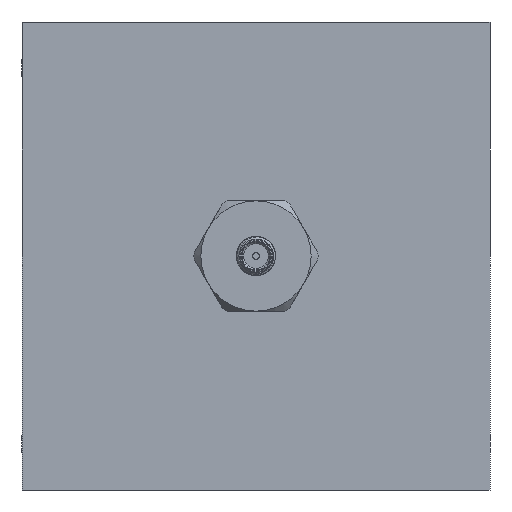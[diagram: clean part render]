
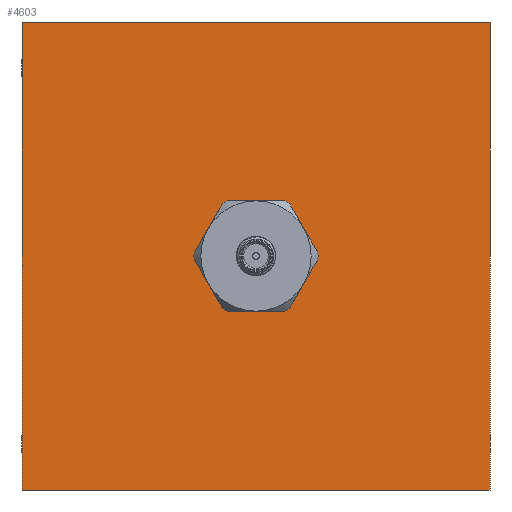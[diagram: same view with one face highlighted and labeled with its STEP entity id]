
A CAD part, left-side view. The second image highlights one B-rep face of the part: STEP entity #4603.
In plain terms, the highlighted planar face has unit normal (-1, 0, 0).
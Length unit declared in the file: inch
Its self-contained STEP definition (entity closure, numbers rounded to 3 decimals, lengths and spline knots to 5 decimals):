
#409 = DIRECTION ( 'NONE',  ( 1., 0., 0. ) ) ;
#510 = VERTEX_POINT ( 'NONE', #6072 ) ;
#512 = VECTOR ( 'NONE', #3254, 39.37008 ) ;
#566 = CARTESIAN_POINT ( 'NONE',  ( -1.61, -1.5, 1.5 ) ) ;
#615 = VECTOR ( 'NONE', #5142, 39.37008 ) ;
#688 = VERTEX_POINT ( 'NONE', #1163 ) ;
#1021 = CARTESIAN_POINT ( 'NONE',  ( -1.61, -1.5, 1.5 ) ) ;
#1163 = CARTESIAN_POINT ( 'NONE',  ( -1.61, 1.5, 1.5 ) ) ;
#1377 = AXIS2_PLACEMENT_3D ( 'NONE', #566, #5061, #6915 ) ;
#1706 = VERTEX_POINT ( 'NONE', #6997 ) ;
#1970 = VECTOR ( 'NONE', #4159, 39.37008 ) ;
#2539 = PLANE ( 'NONE',  #1377 ) ;
#2614 = EDGE_LOOP ( 'NONE', ( #6626, #5999, #3722, #4830 ) ) ;
#2633 = CARTESIAN_POINT ( 'NONE',  ( -1.61, 1.5, 1.5 ) ) ;
#2792 = CARTESIAN_POINT ( 'NONE',  ( -1.61, -1.5, 1.5 ) ) ;
#2810 = EDGE_LOOP ( 'NONE', ( #7383 ) ) ;
#2843 = VERTEX_POINT ( 'NONE', #5336 ) ;
#2995 = FACE_OUTER_BOUND ( 'NONE', #2614, .T. ) ;
#3254 = DIRECTION ( 'NONE',  ( 0., 0., -1. ) ) ;
#3433 = EDGE_CURVE ( 'NONE', #688, #510, #6004, .T. ) ;
#3526 = EDGE_CURVE ( 'NONE', #688, #7848, #5728, .T. ) ;
#3586 = LINE ( 'NONE', #1021, #4581 ) ;
#3722 = ORIENTED_EDGE ( 'NONE', *, *, #3526, .F. ) ;
#4136 = EDGE_CURVE ( 'NONE', #2843, #2843, #4600, .T. ) ;
#4159 = DIRECTION ( 'NONE',  ( 0., -1., 0. ) ) ;
#4581 = VECTOR ( 'NONE', #6721, 39.37008 ) ;
#4600 = CIRCLE ( 'NONE', #7125, 0.14906 ) ;
#4603 = ADVANCED_FACE ( 'NONE', ( #4898, #2995 ), #2539, .F. ) ;
#4830 = ORIENTED_EDGE ( 'NONE', *, *, #3433, .T. ) ;
#4898 = FACE_BOUND ( 'NONE', #2810, .T. ) ;
#5061 = DIRECTION ( 'NONE',  ( 1., 0., 0. ) ) ;
#5142 = DIRECTION ( 'NONE',  ( 0., -1., 0. ) ) ;
#5198 = EDGE_CURVE ( 'NONE', #7848, #1706, #3586, .T. ) ;
#5336 = CARTESIAN_POINT ( 'NONE',  ( -1.61, 0.14906, 0. ) ) ;
#5465 = CARTESIAN_POINT ( 'NONE',  ( -1.61, -1.5, -1.5 ) ) ;
#5629 = EDGE_CURVE ( 'NONE', #510, #1706, #8145, .T. ) ;
#5728 = LINE ( 'NONE', #6446, #615 ) ;
#5999 = ORIENTED_EDGE ( 'NONE', *, *, #5198, .F. ) ;
#6004 = LINE ( 'NONE', #2633, #512 ) ;
#6072 = CARTESIAN_POINT ( 'NONE',  ( -1.61, 1.5, -1.5 ) ) ;
#6446 = CARTESIAN_POINT ( 'NONE',  ( -1.61, -1.5, 1.5 ) ) ;
#6626 = ORIENTED_EDGE ( 'NONE', *, *, #5629, .T. ) ;
#6721 = DIRECTION ( 'NONE',  ( 0., 0., -1. ) ) ;
#6780 = DIRECTION ( 'NONE',  ( 0., 1., 0. ) ) ;
#6915 = DIRECTION ( 'NONE',  ( 0., 0., -1. ) ) ;
#6997 = CARTESIAN_POINT ( 'NONE',  ( -1.61, -1.5, -1.5 ) ) ;
#7125 = AXIS2_PLACEMENT_3D ( 'NONE', #8059, #409, #6780 ) ;
#7383 = ORIENTED_EDGE ( 'NONE', *, *, #4136, .T. ) ;
#7848 = VERTEX_POINT ( 'NONE', #2792 ) ;
#8059 = CARTESIAN_POINT ( 'NONE',  ( -1.61, 0., 0. ) ) ;
#8145 = LINE ( 'NONE', #5465, #1970 ) ;
